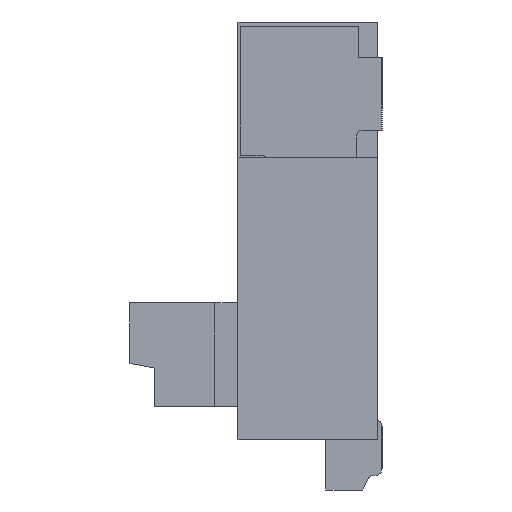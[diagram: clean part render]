
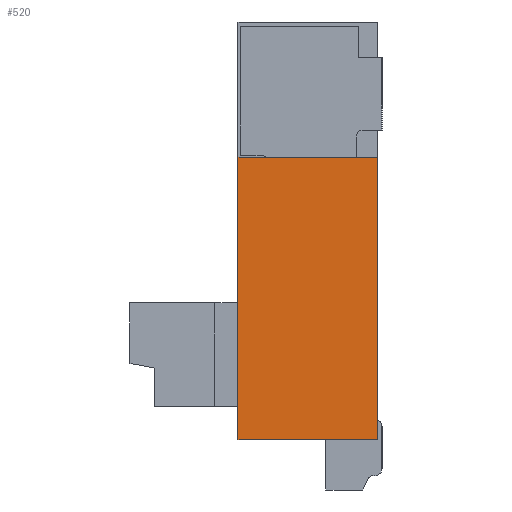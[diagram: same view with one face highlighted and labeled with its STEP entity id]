
A CAD part, left-side view. The second image highlights one B-rep face of the part: STEP entity #520.
In plain terms, the highlighted planar face has unit normal (-1, 0, 0).
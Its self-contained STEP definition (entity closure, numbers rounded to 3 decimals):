
#520 = ADVANCED_FACE( '', ( #1064 ), #1065, .F. );
#1064 = FACE_OUTER_BOUND( '', #2103, .T. );
#1065 = PLANE( '', #2104 );
#2103 = EDGE_LOOP( '', ( #3527, #3528, #3529, #3530 ) );
#2104 = AXIS2_PLACEMENT_3D( '', #3531, #3532, #3533 );
#3527 = ORIENTED_EDGE( '', *, *, #7689, .T. );
#3528 = ORIENTED_EDGE( '', *, *, #7742, .F. );
#3529 = ORIENTED_EDGE( '', *, *, #7743, .F. );
#3530 = ORIENTED_EDGE( '', *, *, #7501, .T. );
#3531 = CARTESIAN_POINT( '', ( -5., 0.97, 0. ) );
#3532 = DIRECTION( '', ( 1., 0., 0. ) );
#3533 = DIRECTION( '', ( 0., 0., -1. ) );
#7501 = EDGE_CURVE( '', #9010, #9008, #9011, .T. );
#7689 = EDGE_CURVE( '', #9008, #9379, #9381, .T. );
#7742 = EDGE_CURVE( '', #9448, #9379, #9450, .T. );
#7743 = EDGE_CURVE( '', #9010, #9448, #9451, .T. );
#9008 = VERTEX_POINT( '', #11449 );
#9010 = VERTEX_POINT( '', #11452 );
#9011 = LINE( '', #11453, #11454 );
#9379 = VERTEX_POINT( '', #12008 );
#9381 = LINE( '', #12011, #12012 );
#9448 = VERTEX_POINT( '', #12130 );
#9450 = LINE( '', #12133, #12134 );
#9451 = LINE( '', #12135, #12136 );
#11449 = CARTESIAN_POINT( '', ( -5., 0., 0. ) );
#11452 = CARTESIAN_POINT( '', ( -5., 0.97, 0. ) );
#11453 = CARTESIAN_POINT( '', ( -5., 0.97, 0. ) );
#11454 = VECTOR( '', #15185, 1000. );
#12008 = CARTESIAN_POINT( '', ( -5., 0., 1.96 ) );
#12011 = CARTESIAN_POINT( '', ( -5., 0., 0. ) );
#12012 = VECTOR( '', #15373, 1000. );
#12130 = CARTESIAN_POINT( '', ( -5., 0.97, 1.96 ) );
#12133 = CARTESIAN_POINT( '', ( -5., 0.97, 1.96 ) );
#12134 = VECTOR( '', #15426, 1000. );
#12135 = CARTESIAN_POINT( '', ( -5., 0.97, 0. ) );
#12136 = VECTOR( '', #15427, 1000. );
#15185 = DIRECTION( '', ( 0., -1., 0. ) );
#15373 = DIRECTION( '', ( 0., 0., 1. ) );
#15426 = DIRECTION( '', ( 0., -1., 0. ) );
#15427 = DIRECTION( '', ( 0., 0., 1. ) );
